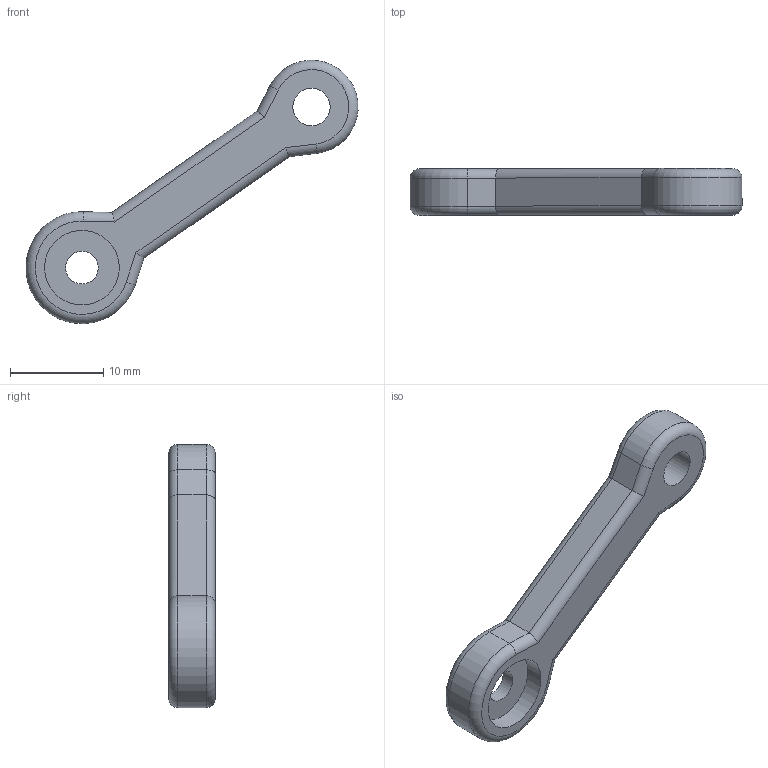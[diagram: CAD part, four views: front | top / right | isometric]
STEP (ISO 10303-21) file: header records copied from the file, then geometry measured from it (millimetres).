
FILE_DESCRIPTION(/* description */ (''),/* implementation_level */ '2;1');
FILE_NAME(/* name */ 'FA_ServoLink1.step',/* time_stamp */ '2025-05-21T10:47:49-04:00',/* author */ (''),/* organization */ (''),/* preprocessor_version */ 'ST-DEVELOPER v20.1',/* originating_system */ 'Autodesk Translation Framework v14.10.0.0',/* authorisation */ '');
FILE_SCHEMA (('AUTOMOTIVE_DESIGN { 1 0 10303 214 3 1 1 }'));
Length unit declared in the file: millimetre
Products named in the file (2): Barra 1; Barra 1_1
Assembly tree (1 placements, depth 2):
  Barra 1
    Barra 1_1
Bounding box: 35.55 x 5 x 28.18 mm (x, y, z)
Volume: 1261.9 mm3; surface area: 1147 mm2
Topology: 1 solids, 1 shells, 32 faces, 68 edges, 40 vertices
Faces by surface type: cylinder 18, plane 10, torus 4
Full cylindrical faces by diameter (mm): 3.5 x1, 4 x1, 8 x2
Entity records: 917 total; most frequent: DIRECTION 170, CARTESIAN_POINT 143, ORIENTED_EDGE 136, EDGE_CURVE 68, AXIS2_PLACEMENT_3D 67, VERTEX_POINT 40, EDGE_LOOP 38, LINE 36
